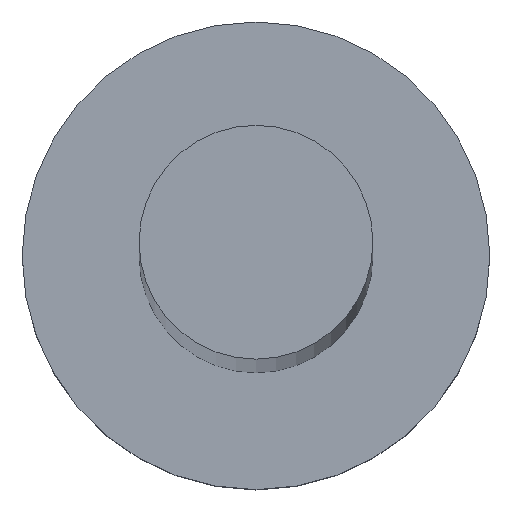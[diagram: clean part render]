
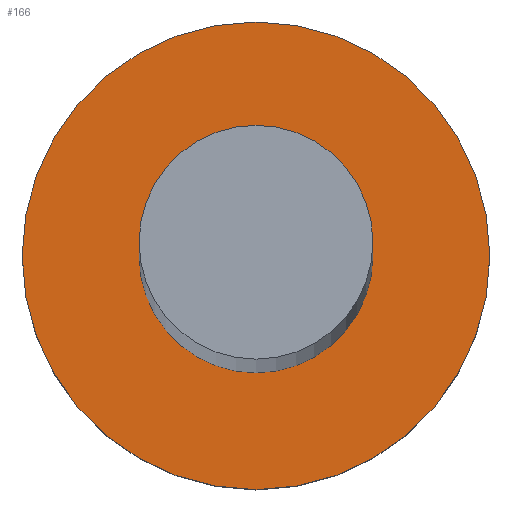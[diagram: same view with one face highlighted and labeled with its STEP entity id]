
A CAD part, top view. The second image highlights one B-rep face of the part: STEP entity #166.
In plain terms, the highlighted planar face has unit normal (0, 0, 1).
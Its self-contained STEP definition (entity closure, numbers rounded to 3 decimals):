
#11 = DIRECTION ( 'NONE',  ( 0., 0., 1. ) ) ;
#13 = DIRECTION ( 'NONE',  ( 1., 0., 0. ) ) ;
#20 = VERTEX_POINT ( 'NONE', #53 ) ;
#23 = ORIENTED_EDGE ( 'NONE', *, *, #174, .T. ) ;
#29 = CARTESIAN_POINT ( 'NONE',  ( 0., 0., 5. ) ) ;
#30 = DIRECTION ( 'NONE',  ( 0., 0., 1. ) ) ;
#45 = CARTESIAN_POINT ( 'NONE',  ( 6., 0., 5. ) ) ;
#47 = AXIS2_PLACEMENT_3D ( 'NONE', #188, #11, #214 ) ;
#53 = CARTESIAN_POINT ( 'NONE',  ( 3., 0., 5. ) ) ;
#56 = EDGE_LOOP ( 'NONE', ( #141, #112 ) ) ;
#57 = DIRECTION ( 'NONE',  ( 0., 0., 1. ) ) ;
#63 = EDGE_CURVE ( 'NONE', #242, #98, #230, .T. ) ;
#75 = VERTEX_POINT ( 'NONE', #145 ) ;
#80 = DIRECTION ( 'NONE',  ( 0., 0., 1. ) ) ;
#91 = EDGE_LOOP ( 'NONE', ( #96, #23 ) ) ;
#96 = ORIENTED_EDGE ( 'NONE', *, *, #63, .T. ) ;
#98 = VERTEX_POINT ( 'NONE', #45 ) ;
#112 = ORIENTED_EDGE ( 'NONE', *, *, #152, .F. ) ;
#121 = AXIS2_PLACEMENT_3D ( 'NONE', #243, #57, #139 ) ;
#124 = DIRECTION ( 'NONE',  ( 1., 0., 0. ) ) ;
#126 = CARTESIAN_POINT ( 'NONE',  ( 0., 0., 5. ) ) ;
#133 = EDGE_CURVE ( 'NONE', #75, #20, #203, .T. ) ;
#139 = DIRECTION ( 'NONE',  ( 1., 0., 0. ) ) ;
#141 = ORIENTED_EDGE ( 'NONE', *, *, #133, .F. ) ;
#143 = PLANE ( 'NONE',  #238 ) ;
#145 = CARTESIAN_POINT ( 'NONE',  ( -3., 0., 5. ) ) ;
#146 = AXIS2_PLACEMENT_3D ( 'NONE', #29, #80, #232 ) ;
#152 = EDGE_CURVE ( 'NONE', #20, #75, #217, .T. ) ;
#166 = ADVANCED_FACE ( 'NONE', ( #231, #170 ), #143, .T. ) ;
#170 = FACE_OUTER_BOUND ( 'NONE', #91, .T. ) ;
#174 = EDGE_CURVE ( 'NONE', #98, #242, #239, .T. ) ;
#188 = CARTESIAN_POINT ( 'NONE',  ( 0., 0., 5. ) ) ;
#189 = CARTESIAN_POINT ( 'NONE',  ( 0., 0., 5. ) ) ;
#199 = AXIS2_PLACEMENT_3D ( 'NONE', #189, #210, #124 ) ;
#203 = CIRCLE ( 'NONE', #47, 3. ) ;
#207 = CARTESIAN_POINT ( 'NONE',  ( -6., 0., 5. ) ) ;
#210 = DIRECTION ( 'NONE',  ( 0., 0., 1. ) ) ;
#214 = DIRECTION ( 'NONE',  ( 1., 0., 0. ) ) ;
#217 = CIRCLE ( 'NONE', #146, 3. ) ;
#230 = CIRCLE ( 'NONE', #199, 6. ) ;
#231 = FACE_BOUND ( 'NONE', #56, .T. ) ;
#232 = DIRECTION ( 'NONE',  ( 1., 0., 0. ) ) ;
#238 = AXIS2_PLACEMENT_3D ( 'NONE', #126, #30, #13 ) ;
#239 = CIRCLE ( 'NONE', #121, 6. ) ;
#242 = VERTEX_POINT ( 'NONE', #207 ) ;
#243 = CARTESIAN_POINT ( 'NONE',  ( 0., 0., 5. ) ) ;
